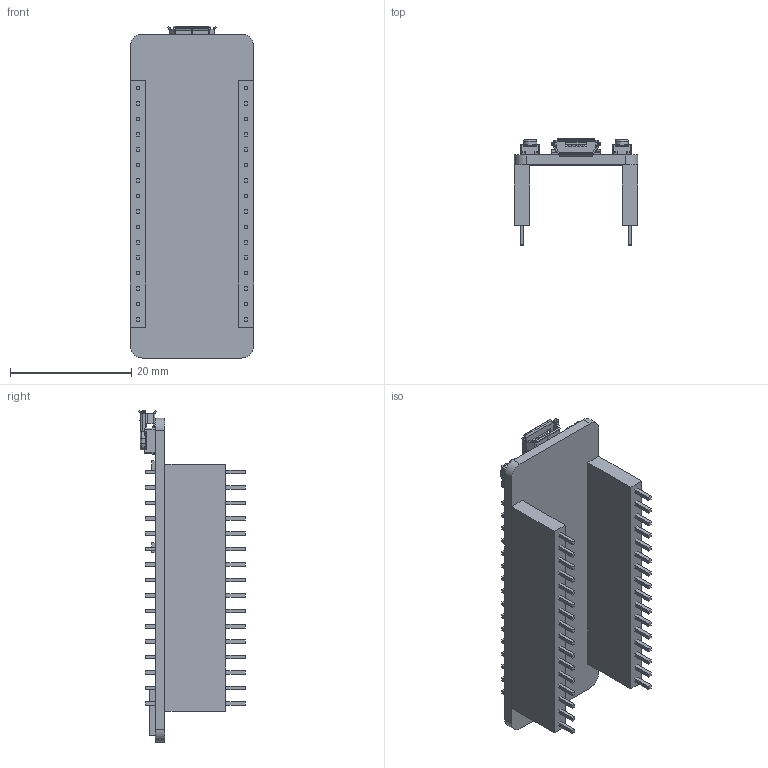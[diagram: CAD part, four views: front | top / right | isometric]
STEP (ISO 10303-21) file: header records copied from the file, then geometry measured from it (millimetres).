
FILE_DESCRIPTION(/* description */ (''),/* implementation_level */ '2;1');
FILE_NAME(/* name */ 'ISP1807 EVB.step',/* time_stamp */ '2021-12-08T18:02:58+09:00',/* author */ (''),/* organization */ (''),/* preprocessor_version */ 'ST-DEVELOPER v18.1',/* originating_system */ 'Autodesk Translation Framework v10.10.0.1391',/* authorisation */ '');
FILE_SCHEMA (('AUTOMOTIVE_DESIGN { 1 0 10303 214 3 1 1 }'));
Length unit declared in the file: millimetre
Products named in the file (3): ISP1807 EVB; keystone-PN940TR; PTS810SJG250SMTRLFS
Assembly tree (3 placements, depth 2):
  ISP1807 EVB
    keystone-PN940TR
    PTS810SJG250SMTRLFS  x2
Bounding box: 20.32 x 17.48 x 54.66 mm (x, y, z)
Volume: 4087.9 mm3; surface area: 6614.7 mm2
Topology: 43 solids, 43 shells, 1176 faces, 2966 edges, 1890 vertices
Faces by surface type: plane 940, cylinder 214, sphere 16, torus 4, bspline 2
Full cylindrical faces by diameter (mm): 0.8 x2, 1 x32
Entity records: 29608 total; most frequent: CARTESIAN_POINT 5034, ORIENTED_EDGE 4896, DIRECTION 4775, EDGE_CURVE 2448, LINE 2091, VECTOR 2091, VERTEX_POINT 1574, AXIS2_PLACEMENT_3D 1342
